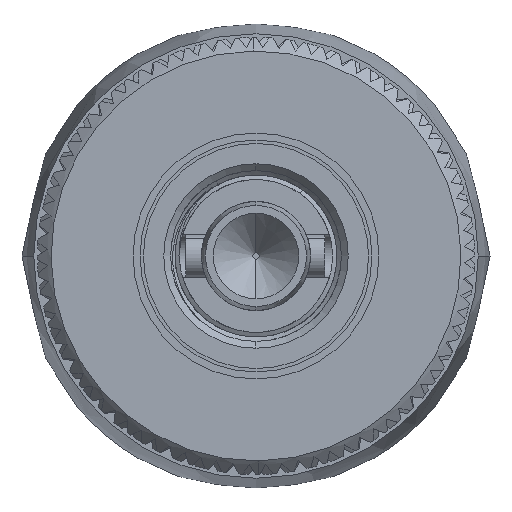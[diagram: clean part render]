
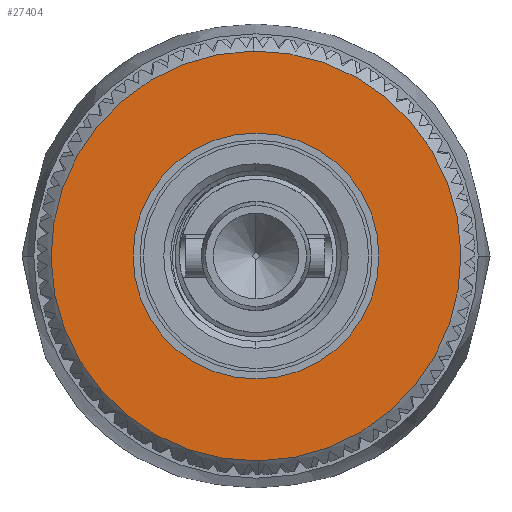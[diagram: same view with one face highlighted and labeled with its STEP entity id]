
A CAD part, front view. The second image highlights one B-rep face of the part: STEP entity #27404.
In plain terms, the highlighted planar face has unit normal (0, -1, 0).
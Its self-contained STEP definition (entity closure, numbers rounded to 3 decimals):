
#21739=CARTESIAN_POINT('',(33.02,72.39,-0.254));
#21740=DIRECTION('',(0.,-1.,0.));
#21741=DIRECTION('',(0.013,0.,-1.));
#21742=AXIS2_PLACEMENT_3D('',#21739,#21740,#21741);
#21744=CARTESIAN_POINT('',(33.02,72.39,-0.254));
#21745=DIRECTION('',(0.,-1.,0.));
#21746=DIRECTION('',(-0.013,0.,1.));
#21747=AXIS2_PLACEMENT_3D('',#21744,#21745,#21746);
#21749=CARTESIAN_POINT('',(33.02,72.39,-0.254));
#21750=DIRECTION('',(0.,-1.,0.));
#21751=DIRECTION('',(-0.013,0.,1.));
#21752=AXIS2_PLACEMENT_3D('',#21749,#21750,#21751);
#22853=CARTESIAN_POINT('',(33.02,72.39,-0.254));
#22854=DIRECTION('',(0.,1.,0.));
#22855=DIRECTION('',(-0.013,0.,1.));
#22856=AXIS2_PLACEMENT_3D('',#22853,#22854,#22855);
#22950=CARTESIAN_POINT('',(33.121,72.39,-7.873));
#22951=CARTESIAN_POINT('',(32.919,72.39,7.365));
#22952=VERTEX_POINT('',#22950);
#22953=VERTEX_POINT('',#22951);
#23005=CARTESIAN_POINT('',(32.974,72.39,3.214));
#23006=CARTESIAN_POINT('',(33.066,72.39,-3.722));
#23007=VERTEX_POINT('',#23005);
#23008=VERTEX_POINT('',#23006);
#27389=CARTESIAN_POINT('',(33.02,72.39,-0.254));
#27390=DIRECTION('',(0.,1.,0.));
#27391=DIRECTION('',(0.013,0.,-1.));
#27392=AXIS2_PLACEMENT_3D('',#27389,#27390,#27391);
#27393=PLANE('',#27392);
#27394=ORIENTED_EDGE('',*,*,#26407,.F.);
#27395=ORIENTED_EDGE('',*,*,#25641,.F.);
#27396=EDGE_LOOP('',(#27394,#27395));
#27397=FACE_OUTER_BOUND('',#27396,.F.);
#27399=ORIENTED_EDGE('',*,*,#27398,.T.);
#27401=ORIENTED_EDGE('',*,*,#27400,.F.);
#27402=EDGE_LOOP('',(#27399,#27401));
#27403=FACE_BOUND('',#27402,.F.);
#27404=ADVANCED_FACE('',(#27397,#27403),#27393,.F.);
#21743=CIRCLE('',#21742,7.62);
#21748=CIRCLE('',#21747,7.62);
#21753=CIRCLE('',#21752,3.469);
#22857=CIRCLE('',#22856,3.469);
#25641=EDGE_CURVE('',#22953,#22952,#21748,.T.);
#26407=EDGE_CURVE('',#22952,#22953,#21743,.T.);
#27398=EDGE_CURVE('',#23007,#23008,#21753,.T.);
#27400=EDGE_CURVE('',#23007,#23008,#22857,.T.);
